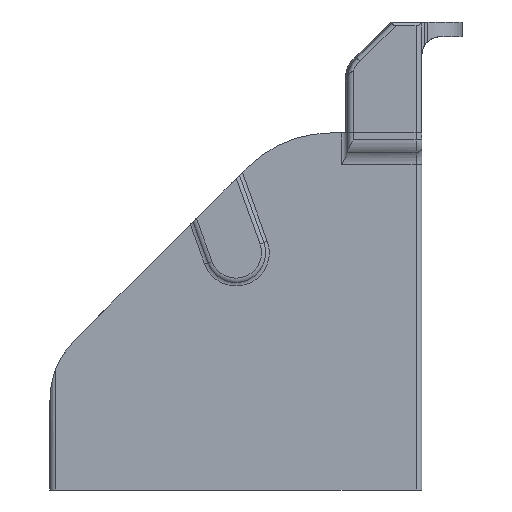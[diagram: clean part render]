
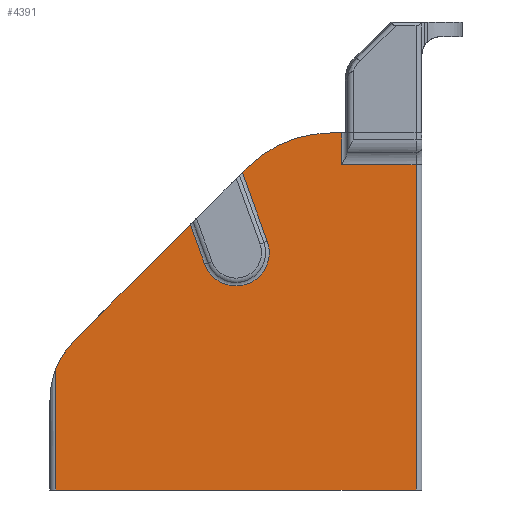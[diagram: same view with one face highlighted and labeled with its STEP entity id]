
A CAD part, front view. The second image highlights one B-rep face of the part: STEP entity #4391.
In plain terms, the highlighted planar face has unit normal (0, -1, 0).
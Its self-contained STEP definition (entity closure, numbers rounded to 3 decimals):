
#244=PLANE('',#4772);
#397=FACE_OUTER_BOUND('',#648,.T.);
#648=EDGE_LOOP('',(#3293,#3294,#3295,#3296,#3297,#3298,#3299,#3300,#3301,
#3302,#3303,#3304,#3305));
#924=LINE('',#6868,#1290);
#957=LINE('',#7015,#1323);
#960=LINE('',#7033,#1326);
#964=LINE('',#7051,#1330);
#965=LINE('',#7052,#1331);
#966=LINE('',#7056,#1332);
#967=LINE('',#7058,#1333);
#968=LINE('',#7062,#1334);
#969=LINE('',#7063,#1335);
#970=LINE('',#7064,#1336);
#1290=VECTOR('',#5429,10.);
#1323=VECTOR('',#5534,10.);
#1326=VECTOR('',#5557,10.);
#1330=VECTOR('',#5567,10.);
#1331=VECTOR('',#5568,10.);
#1332=VECTOR('',#5571,10.);
#1333=VECTOR('',#5572,4.);
#1334=VECTOR('',#5575,4.);
#1335=VECTOR('',#5576,10.);
#1336=VECTOR('',#5577,10.);
#1636=CIRCLE('',#4771,57.);
#1637=CIRCLE('',#4773,80.);
#1638=CIRCLE('',#4774,22.409);
#1863=VERTEX_POINT('',#6865);
#1864=VERTEX_POINT('',#6867);
#1903=VERTEX_POINT('',#7008);
#1906=VERTEX_POINT('',#7013);
#1910=VERTEX_POINT('',#7030);
#1911=VERTEX_POINT('',#7032);
#1913=VERTEX_POINT('',#7045);
#1914=VERTEX_POINT('',#7050);
#1915=VERTEX_POINT('',#7053);
#1916=VERTEX_POINT('',#7055);
#1917=VERTEX_POINT('',#7057);
#1918=VERTEX_POINT('',#7059);
#1919=VERTEX_POINT('',#7061);
#2355=EDGE_CURVE('',#1864,#1863,#924,.T.);
#2415=EDGE_CURVE('',#1906,#1903,#957,.T.);
#2424=EDGE_CURVE('',#1910,#1911,#960,.T.);
#2427=EDGE_CURVE('',#1911,#1913,#1636,.T.);
#2430=EDGE_CURVE('',#1914,#1906,#964,.T.);
#2431=EDGE_CURVE('',#1864,#1914,#965,.T.);
#2432=EDGE_CURVE('',#1915,#1863,#1637,.T.);
#2433=EDGE_CURVE('',#1915,#1916,#966,.T.);
#2434=EDGE_CURVE('',#1917,#1916,#967,.T.);
#2435=EDGE_CURVE('',#1918,#1917,#1638,.T.);
#2436=EDGE_CURVE('',#1919,#1918,#968,.T.);
#2437=EDGE_CURVE('',#1919,#1913,#969,.T.);
#2438=EDGE_CURVE('',#1910,#1903,#970,.T.);
#3293=ORIENTED_EDGE('',*,*,#2415,.F.);
#3294=ORIENTED_EDGE('',*,*,#2430,.F.);
#3295=ORIENTED_EDGE('',*,*,#2431,.F.);
#3296=ORIENTED_EDGE('',*,*,#2355,.T.);
#3297=ORIENTED_EDGE('',*,*,#2432,.F.);
#3298=ORIENTED_EDGE('',*,*,#2433,.T.);
#3299=ORIENTED_EDGE('',*,*,#2434,.F.);
#3300=ORIENTED_EDGE('',*,*,#2435,.F.);
#3301=ORIENTED_EDGE('',*,*,#2436,.F.);
#3302=ORIENTED_EDGE('',*,*,#2437,.T.);
#3303=ORIENTED_EDGE('',*,*,#2427,.F.);
#3304=ORIENTED_EDGE('',*,*,#2424,.F.);
#3305=ORIENTED_EDGE('',*,*,#2438,.T.);
#4391=ADVANCED_FACE('',(#397),#244,.F.);
#4771=AXIS2_PLACEMENT_3D('',#7046,#5561,#5562);
#4772=AXIS2_PLACEMENT_3D('',#7049,#5565,#5566);
#4773=AXIS2_PLACEMENT_3D('',#7054,#5569,#5570);
#4774=AXIS2_PLACEMENT_3D('',#7060,#5573,#5574);
#5429=DIRECTION('',(-1.,0.,0.));
#5534=DIRECTION('',(0.,0.,-1.));
#5557=DIRECTION('',(0.,0.,1.));
#5561=DIRECTION('center_axis',(0.,1.,0.));
#5562=DIRECTION('ref_axis',(-0.924,0.,0.383));
#5565=DIRECTION('center_axis',(0.,1.,0.));
#5566=DIRECTION('ref_axis',(1.,0.,0.));
#5567=DIRECTION('',(1.,0.,0.));
#5568=DIRECTION('',(0.,0.,-1.));
#5569=DIRECTION('center_axis',(0.,1.,0.));
#5570=DIRECTION('ref_axis',(-0.383,0.,0.924));
#5571=DIRECTION('',(-0.707,0.,-0.707));
#5572=DIRECTION('',(-0.342,0.,0.94));
#5573=DIRECTION('center_axis',(0.,-1.,0.));
#5574=DIRECTION('ref_axis',(-0.94,0.,-0.342));
#5575=DIRECTION('',(0.342,0.,-0.94));
#5576=DIRECTION('',(-0.707,0.,-0.707));
#5577=DIRECTION('',(1.,0.,0.));
#6865=CARTESIAN_POINT('',(64.137,-10.,80.5));
#6867=CARTESIAN_POINT('',(71.,-10.,80.5));
#6868=CARTESIAN_POINT('',(125.,-10.,80.5));
#7008=CARTESIAN_POINT('',(121.,-10.,-159.5));
#7013=CARTESIAN_POINT('',(121.,-10.,59.115));
#7015=CARTESIAN_POINT('',(121.,-10.,-99.5));
#7030=CARTESIAN_POINT('',(-121.,-10.,-159.5));
#7032=CARTESIAN_POINT('',(-121.,-10.,-78.134));
#7033=CARTESIAN_POINT('',(-121.,-10.,-57.5));
#7045=CARTESIAN_POINT('',(-108.305,-10.,-58.805));
#7046=CARTESIAN_POINT('Origin',(-68.,-10.,-99.11));
#7049=CARTESIAN_POINT('Origin',(0.,-10.,-39.5));
#7050=CARTESIAN_POINT('',(71.,-10.,59.115));
#7051=CARTESIAN_POINT('',(18.75,-10.,59.115));
#7052=CARTESIAN_POINT('',(71.,-10.,20.5));
#7053=CARTESIAN_POINT('',(7.569,-10.,57.069));
#7054=CARTESIAN_POINT('Origin',(64.137,-10.,0.5));
#7055=CARTESIAN_POINT('',(4.275,-10.,53.775));
#7056=CARTESIAN_POINT('',(-125.,-10.,-75.5));
#7057=CARTESIAN_POINT('',(21.058,-10.,7.664));
#7058=CARTESIAN_POINT('',(21.382,-10.,6.773));
#7059=CARTESIAN_POINT('',(-21.058,-10.,-7.664));
#7060=CARTESIAN_POINT('Origin',(0.,-10.,0.));
#7061=CARTESIAN_POINT('',(-30.693,-10.,18.807));
#7062=CARTESIAN_POINT('',(-23.286,-10.,-1.542));
#7063=CARTESIAN_POINT('',(-125.,-10.,-75.5));
#7064=CARTESIAN_POINT('',(125.,-10.,-159.5));
